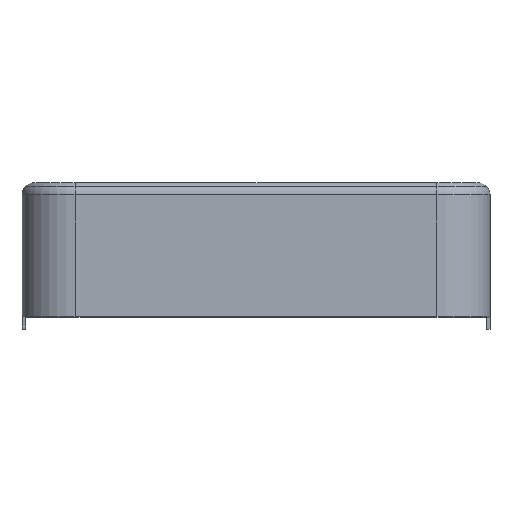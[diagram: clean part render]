
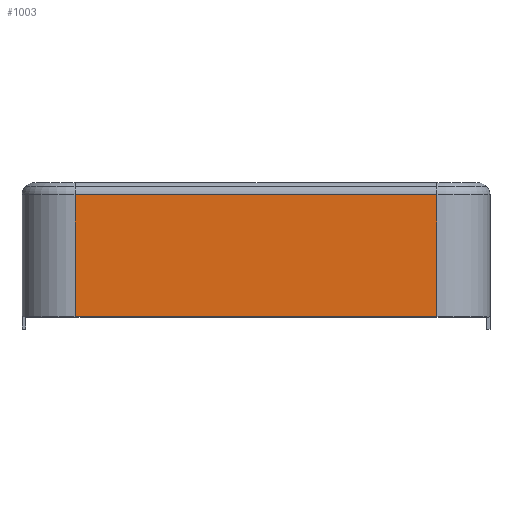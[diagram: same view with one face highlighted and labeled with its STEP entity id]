
A CAD part, top view. The second image highlights one B-rep face of the part: STEP entity #1003.
In plain terms, the highlighted planar face has unit normal (0, 0, 1).
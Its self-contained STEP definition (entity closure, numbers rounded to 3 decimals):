
#136=FACE_OUTER_BOUND('',#194,.T.);
#194=EDGE_LOOP('',(#912,#913,#914,#915));
#216=LINE('',#1465,#318);
#286=LINE('',#1658,#388);
#296=LINE('',#1694,#398);
#297=LINE('',#1696,#399);
#318=VECTOR('',#1157,10.);
#388=VECTOR('',#1355,10.);
#398=VECTOR('',#1405,10.);
#399=VECTOR('',#1408,10.);
#421=VERTEX_POINT('',#1462);
#422=VERTEX_POINT('',#1464);
#480=VERTEX_POINT('',#1652);
#481=VERTEX_POINT('',#1656);
#513=EDGE_CURVE('',#422,#421,#216,.T.);
#613=EDGE_CURVE('',#480,#481,#286,.T.);
#630=EDGE_CURVE('',#421,#481,#296,.T.);
#631=EDGE_CURVE('',#422,#480,#297,.T.);
#912=ORIENTED_EDGE('',*,*,#613,.F.);
#913=ORIENTED_EDGE('',*,*,#631,.F.);
#914=ORIENTED_EDGE('',*,*,#513,.T.);
#915=ORIENTED_EDGE('',*,*,#630,.T.);
#950=PLANE('',#1113);
#1003=ADVANCED_FACE('',(#136),#950,.T.);
#1113=AXIS2_PLACEMENT_3D('',#1695,#1406,#1407);
#1157=DIRECTION('',(1.,0.,0.));
#1355=DIRECTION('',(1.,0.,0.));
#1405=DIRECTION('',(0.,1.,0.));
#1406=DIRECTION('center_axis',(0.,0.,1.));
#1407=DIRECTION('ref_axis',(1.,0.,0.));
#1408=DIRECTION('',(0.,1.,0.));
#1462=CARTESIAN_POINT('',(14.85,0.,18.8));
#1464=CARTESIAN_POINT('',(-14.85,0.,18.8));
#1465=CARTESIAN_POINT('',(-14.85,0.,18.8));
#1652=CARTESIAN_POINT('',(-14.85,10.,18.8));
#1656=CARTESIAN_POINT('',(14.85,10.,18.8));
#1658=CARTESIAN_POINT('',(-7.425,10.,18.8));
#1694=CARTESIAN_POINT('',(14.85,0.,18.8));
#1695=CARTESIAN_POINT('Origin',(-14.85,0.,18.8));
#1696=CARTESIAN_POINT('',(-14.85,0.,18.8));
